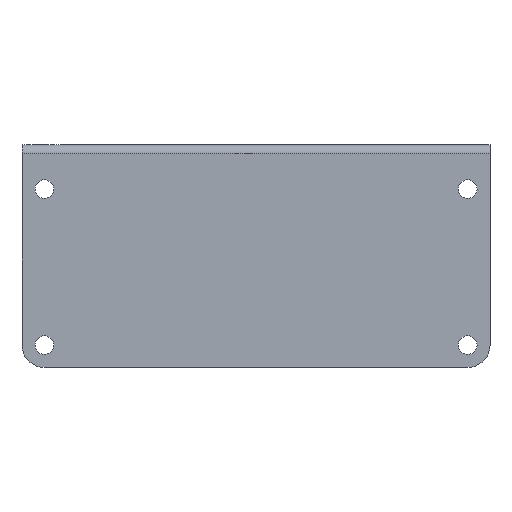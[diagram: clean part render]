
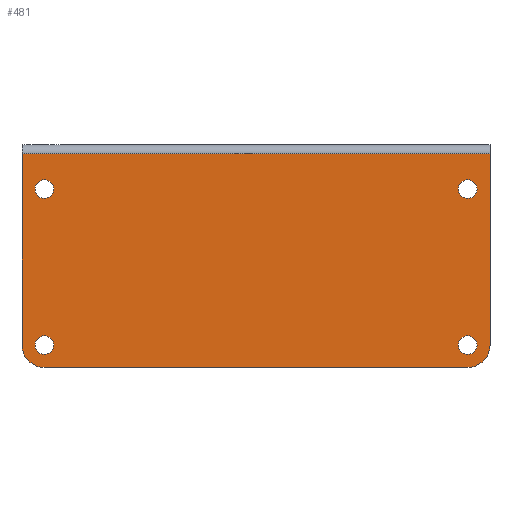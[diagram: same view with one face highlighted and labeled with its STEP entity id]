
A CAD part, top view. The second image highlights one B-rep face of the part: STEP entity #481.
In plain terms, the highlighted planar face has unit normal (0, 0, 1).
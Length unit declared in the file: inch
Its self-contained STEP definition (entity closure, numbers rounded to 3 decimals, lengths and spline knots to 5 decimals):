
#18=PLANE('',#522);
#41=LINE('',#760,#74);
#44=LINE('',#766,#77);
#45=LINE('',#770,#78);
#46=LINE('',#771,#79);
#74=VECTOR('',#610,3.21875);
#77=VECTOR('',#615,7.125);
#78=VECTOR('',#618,3.21875);
#79=VECTOR('',#619,7.875);
#102=FACE_BOUND('',#165,.T.);
#103=FACE_BOUND('',#166,.T.);
#104=FACE_BOUND('',#167,.T.);
#105=FACE_BOUND('',#168,.T.);
#129=FACE_OUTER_BOUND('',#164,.T.);
#164=EDGE_LOOP('',(#370,#371,#372,#373,#374,#375));
#165=EDGE_LOOP('',(#376));
#166=EDGE_LOOP('',(#377));
#167=EDGE_LOOP('',(#378));
#168=EDGE_LOOP('',(#379));
#214=CIRCLE('',#519,0.375);
#216=CIRCLE('',#523,0.375);
#217=CIRCLE('',#524,0.15625);
#218=CIRCLE('',#525,0.15625);
#219=CIRCLE('',#526,0.15625);
#220=CIRCLE('',#527,0.15625);
#250=VERTEX_POINT('',#750);
#251=VERTEX_POINT('',#751);
#254=VERTEX_POINT('',#759);
#256=VERTEX_POINT('',#765);
#257=VERTEX_POINT('',#767);
#258=VERTEX_POINT('',#769);
#259=VERTEX_POINT('',#772);
#260=VERTEX_POINT('',#774);
#261=VERTEX_POINT('',#776);
#262=VERTEX_POINT('',#778);
#296=EDGE_CURVE('',#250,#251,#214,.T.);
#300=EDGE_CURVE('',#251,#254,#41,.T.);
#303=EDGE_CURVE('',#256,#250,#44,.T.);
#304=EDGE_CURVE('',#257,#256,#216,.T.);
#305=EDGE_CURVE('',#258,#257,#45,.T.);
#306=EDGE_CURVE('',#258,#254,#46,.T.);
#307=EDGE_CURVE('',#259,#259,#217,.T.);
#308=EDGE_CURVE('',#260,#260,#218,.T.);
#309=EDGE_CURVE('',#261,#261,#219,.T.);
#310=EDGE_CURVE('',#262,#262,#220,.T.);
#370=ORIENTED_EDGE('',*,*,#296,.F.);
#371=ORIENTED_EDGE('',*,*,#303,.F.);
#372=ORIENTED_EDGE('',*,*,#304,.F.);
#373=ORIENTED_EDGE('',*,*,#305,.F.);
#374=ORIENTED_EDGE('',*,*,#306,.T.);
#375=ORIENTED_EDGE('',*,*,#300,.F.);
#376=ORIENTED_EDGE('',*,*,#307,.T.);
#377=ORIENTED_EDGE('',*,*,#308,.T.);
#378=ORIENTED_EDGE('',*,*,#309,.T.);
#379=ORIENTED_EDGE('',*,*,#310,.T.);
#481=ADVANCED_FACE('',(#129,#102,#103,#104,#105),#18,.T.);
#519=AXIS2_PLACEMENT_3D('',#752,#602,#603);
#522=AXIS2_PLACEMENT_3D('',#764,#613,#614);
#523=AXIS2_PLACEMENT_3D('',#768,#616,#617);
#524=AXIS2_PLACEMENT_3D('',#773,#620,#621);
#525=AXIS2_PLACEMENT_3D('',#775,#622,#623);
#526=AXIS2_PLACEMENT_3D('',#777,#624,#625);
#527=AXIS2_PLACEMENT_3D('',#779,#626,#627);
#602=DIRECTION('center_axis',(0.,0.,-1.));
#603=DIRECTION('ref_axis',(-0.707,-0.707,0.));
#610=DIRECTION('',(0.,1.,0.));
#613=DIRECTION('center_axis',(0.,0.,1.));
#614=DIRECTION('ref_axis',(1.,0.,0.));
#615=DIRECTION('',(-1.,0.,0.));
#616=DIRECTION('center_axis',(0.,0.,-1.));
#617=DIRECTION('ref_axis',(0.707,-0.707,0.));
#618=DIRECTION('',(0.,-1.,0.));
#619=DIRECTION('',(-1.,0.,0.));
#620=DIRECTION('center_axis',(0.,0.,-1.));
#621=DIRECTION('ref_axis',(-1.,0.,0.));
#622=DIRECTION('center_axis',(0.,0.,-1.));
#623=DIRECTION('ref_axis',(-1.,0.,0.));
#624=DIRECTION('center_axis',(0.,0.,-1.));
#625=DIRECTION('ref_axis',(-1.,0.,0.));
#626=DIRECTION('center_axis',(0.,0.,-1.));
#627=DIRECTION('ref_axis',(-1.,0.,0.));
#750=CARTESIAN_POINT('',(0.375,0.,0.125));
#751=CARTESIAN_POINT('',(0.,0.375,0.125));
#752=CARTESIAN_POINT('Origin',(0.375,0.375,0.125));
#759=CARTESIAN_POINT('',(0.,3.59375,0.125));
#760=CARTESIAN_POINT('',(0.,0.,0.125));
#764=CARTESIAN_POINT('Origin',(3.9375,1.875,0.125));
#765=CARTESIAN_POINT('',(7.5,0.,0.125));
#766=CARTESIAN_POINT('',(7.875,0.,0.125));
#767=CARTESIAN_POINT('',(7.875,0.375,0.125));
#768=CARTESIAN_POINT('Origin',(7.5,0.375,0.125));
#769=CARTESIAN_POINT('',(7.875,3.59375,0.125));
#770=CARTESIAN_POINT('',(7.875,3.75,0.125));
#771=CARTESIAN_POINT('',(5.90625,3.59375,0.125));
#772=CARTESIAN_POINT('',(0.53125,0.375,0.125));
#773=CARTESIAN_POINT('Origin',(0.375,0.375,0.125));
#774=CARTESIAN_POINT('',(7.65625,0.375,0.125));
#775=CARTESIAN_POINT('Origin',(7.5,0.375,0.125));
#776=CARTESIAN_POINT('',(7.65625,3.,0.125));
#777=CARTESIAN_POINT('Origin',(7.5,3.,0.125));
#778=CARTESIAN_POINT('',(0.53125,3.,0.125));
#779=CARTESIAN_POINT('Origin',(0.375,3.,0.125));
